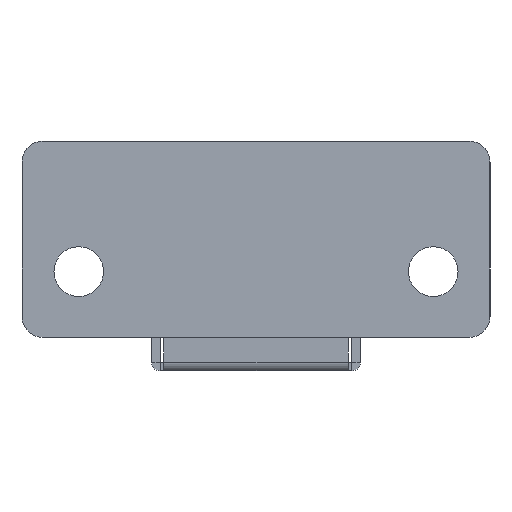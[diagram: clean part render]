
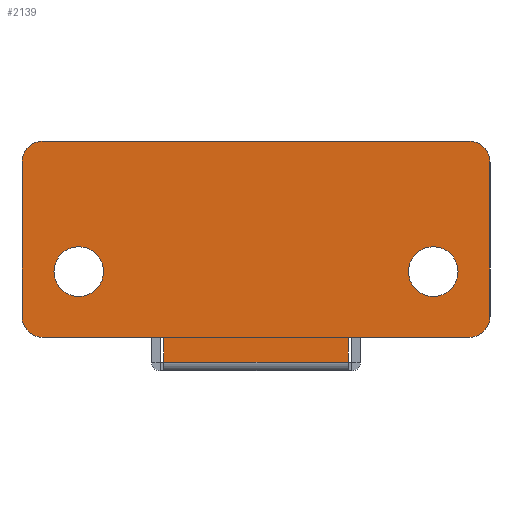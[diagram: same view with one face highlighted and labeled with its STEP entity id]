
A CAD part, left-side view. The second image highlights one B-rep face of the part: STEP entity #2139.
In plain terms, the highlighted planar face has unit normal (-1, 0, 0).
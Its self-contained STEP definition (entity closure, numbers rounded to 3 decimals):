
#310 = CIRCLE ( 'NONE', #1581, 3.5 ) ;
#323 = LINE ( 'NONE', #5036, #327 ) ;
#326 = VECTOR ( 'NONE', #5043, 1000. ) ;
#327 = VECTOR ( 'NONE', #5037, 1000. ) ;
#329 = LINE ( 'NONE', #5042, #326 ) ;
#331 = LINE ( 'NONE', #5048, #332 ) ;
#332 = VECTOR ( 'NONE', #5049, 1000. ) ;
#334 = LINE ( 'NONE', #5062, #339 ) ;
#335 = LINE ( 'NONE', #5053, #336 ) ;
#336 = VECTOR ( 'NONE', #5054, 1000. ) ;
#337 = CIRCLE ( 'NONE', #1588, 3. ) ;
#338 = LINE ( 'NONE', #5067, #345 ) ;
#339 = VECTOR ( 'NONE', #5063, 1000. ) ;
#340 = CIRCLE ( 'NONE', #1590, 3.5 ) ;
#341 = LINE ( 'NONE', #5055, #342 ) ;
#342 = VECTOR ( 'NONE', #5056, 1000. ) ;
#343 = LINE ( 'NONE', #5057, #344 ) ;
#344 = VECTOR ( 'NONE', #5058, 1000. ) ;
#345 = VECTOR ( 'NONE', #5068, 1000. ) ;
#346 = CIRCLE ( 'NONE', #1591, 3. ) ;
#347 = CIRCLE ( 'NONE', #1592, 3. ) ;
#349 = CIRCLE ( 'NONE', #1593, 3. ) ;
#353 = CIRCLE ( 'NONE', #1594, 3.5 ) ;
#1468 = AXIS2_PLACEMENT_3D ( 'NONE', #3450, #3457, #3458 ) ;
#1577 = AXIS2_PLACEMENT_3D ( 'NONE', #4987, #4988, #4989 ) ;
#1581 = AXIS2_PLACEMENT_3D ( 'NONE', #5003, #5007, #5008 ) ;
#1588 = AXIS2_PLACEMENT_3D ( 'NONE', #5044, #5046, #5047 ) ;
#1590 = AXIS2_PLACEMENT_3D ( 'NONE', #5041, #5051, #5052 ) ;
#1591 = AXIS2_PLACEMENT_3D ( 'NONE', #5045, #5060, #5061 ) ;
#1592 = AXIS2_PLACEMENT_3D ( 'NONE', #5050, #5065, #5066 ) ;
#1593 = AXIS2_PLACEMENT_3D ( 'NONE', #5059, #5070, #5071 ) ;
#1594 = AXIS2_PLACEMENT_3D ( 'NONE', #5069, #5075, #5076 ) ;
#2139 = ADVANCED_FACE ( 'NONE', ( #5747, #5739, #5751 ), #3456, .F. ) ;
#3450 = CARTESIAN_POINT ( 'NONE',  ( -342.5, 13., 1.2 ) ) ;
#3456 = PLANE ( 'NONE',  #1468 ) ;
#3457 = DIRECTION ( 'NONE',  ( 1., 0., 0. ) ) ;
#3458 = DIRECTION ( 'NONE',  ( 0., 0., -1. ) ) ;
#4083 = VERTEX_POINT ( 'NONE', #4742 ) ;
#4087 = VERTEX_POINT ( 'NONE', #4746 ) ;
#4089 = VERTEX_POINT ( 'NONE', #4748 ) ;
#4114 = VERTEX_POINT ( 'NONE', #4773 ) ;
#4116 = VERTEX_POINT ( 'NONE', #4775 ) ;
#4117 = VERTEX_POINT ( 'NONE', #4776 ) ;
#4123 = VERTEX_POINT ( 'NONE', #4782 ) ;
#4124 = VERTEX_POINT ( 'NONE', #4783 ) ;
#4129 = VERTEX_POINT ( 'NONE', #4788 ) ;
#4138 = VERTEX_POINT ( 'NONE', #4797 ) ;
#4148 = VERTEX_POINT ( 'NONE', #4807 ) ;
#4186 = VERTEX_POINT ( 'NONE', #4845 ) ;
#4201 = VERTEX_POINT ( 'NONE', #4860 ) ;
#4207 = VERTEX_POINT ( 'NONE', #4866 ) ;
#4213 = VERTEX_POINT ( 'NONE', #4872 ) ;
#4217 = VERTEX_POINT ( 'NONE', #4876 ) ;
#4742 = CARTESIAN_POINT ( 'NONE',  ( -342.5, -33., 7.7 ) ) ;
#4746 = CARTESIAN_POINT ( 'NONE',  ( -342.5, 25., 17.5 ) ) ;
#4748 = CARTESIAN_POINT ( 'NONE',  ( -342.5, -30., 32.4 ) ) ;
#4773 = CARTESIAN_POINT ( 'NONE',  ( -342.5, 25., 10.5 ) ) ;
#4775 = CARTESIAN_POINT ( 'NONE',  ( -342.5, -13., 1.21 ) ) ;
#4776 = CARTESIAN_POINT ( 'NONE',  ( -342.5, -33., 29.4 ) ) ;
#4782 = CARTESIAN_POINT ( 'NONE',  ( -342.5, -30., 4.7 ) ) ;
#4783 = CARTESIAN_POINT ( 'NONE',  ( -342.5, -13., 4.7 ) ) ;
#4788 = CARTESIAN_POINT ( 'NONE',  ( -342.5, 33., 29.4 ) ) ;
#4797 = CARTESIAN_POINT ( 'NONE',  ( -342.5, 30., 32.4 ) ) ;
#4807 = CARTESIAN_POINT ( 'NONE',  ( -342.5, 13., 4.7 ) ) ;
#4845 = CARTESIAN_POINT ( 'NONE',  ( -342.5, 13., 1.21 ) ) ;
#4860 = CARTESIAN_POINT ( 'NONE',  ( -342.5, -25., 10.5 ) ) ;
#4866 = CARTESIAN_POINT ( 'NONE',  ( -342.5, -25., 17.5 ) ) ;
#4872 = CARTESIAN_POINT ( 'NONE',  ( -342.5, 33., 7.7 ) ) ;
#4876 = CARTESIAN_POINT ( 'NONE',  ( -342.5, 30., 4.7 ) ) ;
#4987 = CARTESIAN_POINT ( 'NONE',  ( -342.5, -25., 14. ) ) ;
#4988 = DIRECTION ( 'NONE',  ( 1., 0., 0. ) ) ;
#4989 = DIRECTION ( 'NONE',  ( 0., 0., -1. ) ) ;
#5003 = CARTESIAN_POINT ( 'NONE',  ( -342.5, 25., 14. ) ) ;
#5007 = DIRECTION ( 'NONE',  ( -1., 0., 0. ) ) ;
#5008 = DIRECTION ( 'NONE',  ( 0., 0., -1. ) ) ;
#5036 = CARTESIAN_POINT ( 'NONE',  ( -342.5, -33., 4.7 ) ) ;
#5037 = DIRECTION ( 'NONE',  ( 0., -1., 0. ) ) ;
#5041 = CARTESIAN_POINT ( 'NONE',  ( -342.5, -25., 14. ) ) ;
#5042 = CARTESIAN_POINT ( 'NONE',  ( -342.5, 13., 1.21 ) ) ;
#5043 = DIRECTION ( 'NONE',  ( 0., 1., 0. ) ) ;
#5044 = CARTESIAN_POINT ( 'NONE',  ( -342.5, 30., 7.7 ) ) ;
#5045 = CARTESIAN_POINT ( 'NONE',  ( -342.5, -30., 7.7 ) ) ;
#5046 = DIRECTION ( 'NONE',  ( -1., 0., 0. ) ) ;
#5047 = DIRECTION ( 'NONE',  ( 0., 0., -1. ) ) ;
#5048 = CARTESIAN_POINT ( 'NONE',  ( -342.5, 13., 1.2 ) ) ;
#5049 = DIRECTION ( 'NONE',  ( 0., 0., -1. ) ) ;
#5050 = CARTESIAN_POINT ( 'NONE',  ( -342.5, -30., 29.4 ) ) ;
#5051 = DIRECTION ( 'NONE',  ( 1., 0., 0. ) ) ;
#5052 = DIRECTION ( 'NONE',  ( 0., 0., -1. ) ) ;
#5053 = CARTESIAN_POINT ( 'NONE',  ( -342.5, 33., 32.4 ) ) ;
#5054 = DIRECTION ( 'NONE',  ( 0., 0., -1. ) ) ;
#5055 = CARTESIAN_POINT ( 'NONE',  ( -342.5, -13., 4.7 ) ) ;
#5056 = DIRECTION ( 'NONE',  ( 0., 0., 1. ) ) ;
#5057 = CARTESIAN_POINT ( 'NONE',  ( -342.5, -33., 4.7 ) ) ;
#5058 = DIRECTION ( 'NONE',  ( 0., -1., 0. ) ) ;
#5059 = CARTESIAN_POINT ( 'NONE',  ( -342.5, 30., 29.4 ) ) ;
#5060 = DIRECTION ( 'NONE',  ( -1., 0., 0. ) ) ;
#5061 = DIRECTION ( 'NONE',  ( 0., 0., -1. ) ) ;
#5062 = CARTESIAN_POINT ( 'NONE',  ( -342.5, -33., 32.4 ) ) ;
#5063 = DIRECTION ( 'NONE',  ( 0., 0., -1. ) ) ;
#5065 = DIRECTION ( 'NONE',  ( -1., 0., 0. ) ) ;
#5066 = DIRECTION ( 'NONE',  ( 0., 0., -1. ) ) ;
#5067 = CARTESIAN_POINT ( 'NONE',  ( -342.5, -33., 32.4 ) ) ;
#5068 = DIRECTION ( 'NONE',  ( 0., -1., 0. ) ) ;
#5069 = CARTESIAN_POINT ( 'NONE',  ( -342.5, 25., 14. ) ) ;
#5070 = DIRECTION ( 'NONE',  ( -1., 0., 0. ) ) ;
#5071 = DIRECTION ( 'NONE',  ( 0., 0., -1. ) ) ;
#5075 = DIRECTION ( 'NONE',  ( -1., 0., 0. ) ) ;
#5076 = DIRECTION ( 'NONE',  ( 0., 0., -1. ) ) ;
#5739 = FACE_OUTER_BOUND ( 'NONE', #6381, .T. ) ;
#5747 = FACE_BOUND ( 'NONE', #6328, .T. ) ;
#5751 = FACE_BOUND ( 'NONE', #6373, .T. ) ;
#6054 = CIRCLE ( 'NONE', #1577, 3.5 ) ;
#6172 = ORIENTED_EDGE ( 'NONE', *, *, #6770, .F. ) ;
#6173 = ORIENTED_EDGE ( 'NONE', *, *, #6742, .F. ) ;
#6174 = ORIENTED_EDGE ( 'NONE', *, *, #6768, .T. ) ;
#6175 = ORIENTED_EDGE ( 'NONE', *, *, #6767, .F. ) ;
#6176 = ORIENTED_EDGE ( 'NONE', *, *, #6766, .T. ) ;
#6177 = ORIENTED_EDGE ( 'NONE', *, *, #6765, .F. ) ;
#6178 = ORIENTED_EDGE ( 'NONE', *, *, #6764, .T. ) ;
#6179 = ORIENTED_EDGE ( 'NONE', *, *, #6763, .T. ) ;
#6180 = ORIENTED_EDGE ( 'NONE', *, *, #6762, .T. ) ;
#6181 = ORIENTED_EDGE ( 'NONE', *, *, #6757, .F. ) ;
#6182 = ORIENTED_EDGE ( 'NONE', *, *, #6759, .T. ) ;
#6183 = ORIENTED_EDGE ( 'NONE', *, *, #6755, .T. ) ;
#6184 = ORIENTED_EDGE ( 'NONE', *, *, #6758, .T. ) ;
#6185 = ORIENTED_EDGE ( 'NONE', *, *, #6761, .T. ) ;
#6186 = ORIENTED_EDGE ( 'NONE', *, *, #6734, .T. ) ;
#6187 = ORIENTED_EDGE ( 'NONE', *, *, #6760, .T. ) ;
#6328 = EDGE_LOOP ( 'NONE', ( #6187, #6186 ) ) ;
#6373 = EDGE_LOOP ( 'NONE', ( #6173, #6172 ) ) ;
#6381 = EDGE_LOOP ( 'NONE', ( #6185, #6184, #6183, #6182, #6181, #6180, #6179, #6178, #6177, #6176, #6175, #6174 ) ) ;
#6734 = EDGE_CURVE ( 'NONE', #4207, #4201, #6054, .T. ) ;
#6742 = EDGE_CURVE ( 'NONE', #4114, #4087, #310, .T. ) ;
#6755 = EDGE_CURVE ( 'NONE', #4217, #4148, #323, .T. ) ;
#6757 = EDGE_CURVE ( 'NONE', #4116, #4186, #329, .T. ) ;
#6758 = EDGE_CURVE ( 'NONE', #4213, #4217, #337, .T. ) ;
#6759 = EDGE_CURVE ( 'NONE', #4148, #4186, #331, .T. ) ;
#6760 = EDGE_CURVE ( 'NONE', #4201, #4207, #340, .T. ) ;
#6761 = EDGE_CURVE ( 'NONE', #4129, #4213, #335, .T. ) ;
#6762 = EDGE_CURVE ( 'NONE', #4116, #4124, #341, .T. ) ;
#6763 = EDGE_CURVE ( 'NONE', #4124, #4123, #343, .T. ) ;
#6764 = EDGE_CURVE ( 'NONE', #4123, #4083, #346, .T. ) ;
#6765 = EDGE_CURVE ( 'NONE', #4117, #4083, #334, .T. ) ;
#6766 = EDGE_CURVE ( 'NONE', #4117, #4089, #347, .T. ) ;
#6767 = EDGE_CURVE ( 'NONE', #4138, #4089, #338, .T. ) ;
#6768 = EDGE_CURVE ( 'NONE', #4138, #4129, #349, .T. ) ;
#6770 = EDGE_CURVE ( 'NONE', #4087, #4114, #353, .T. ) ;
